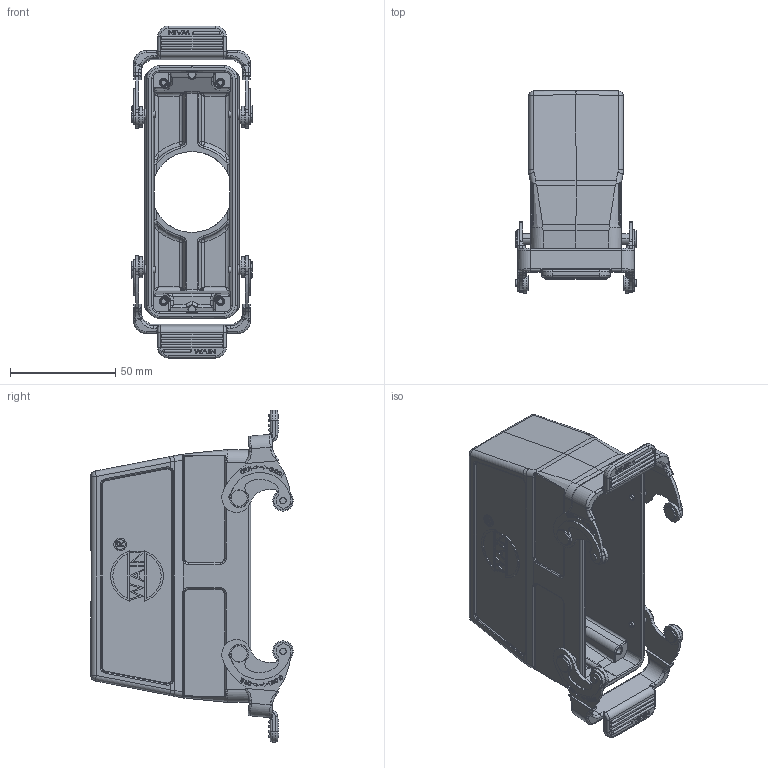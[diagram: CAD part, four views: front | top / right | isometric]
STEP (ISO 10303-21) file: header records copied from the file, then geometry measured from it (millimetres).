
FILE_DESCRIPTION((''),'2;1');
FILE_NAME('PRT0178','2020-03-26T',('f.li'),(''),'PRO/ENGINEER BY PARAMETRIC TECHNOLOGY CORPORATION, 2012480','PRO/ENGINEER BY PARAMETRIC TECHNOLOGY CORPORATION, 2012480','');
FILE_SCHEMA(('CONFIG_CONTROL_DESIGN'));
Products named in the file (1): PRT0178
Bounding box: 57.5 x 96.3 x 157.8 mm (x, y, z)
Volume: 102916.1 mm3; surface area: 65278.9 mm2
Topology: 1 solids, 1 shells, 1858 faces, 4881 edges, 3172 vertices
Faces by surface type: plane 816, cylinder 445, bspline 214, extrusion 164, torus 117, cone 62, sphere 40
Entity records: 70541 total; most frequent: CARTESIAN_POINT 26161, ORIENTED_EDGE 9702, DIRECTION 8358, EDGE_CURVE 4851, VERTEX_POINT 3172, AXIS2_PLACEMENT_3D 2853, VECTOR 2652, LINE 2488
